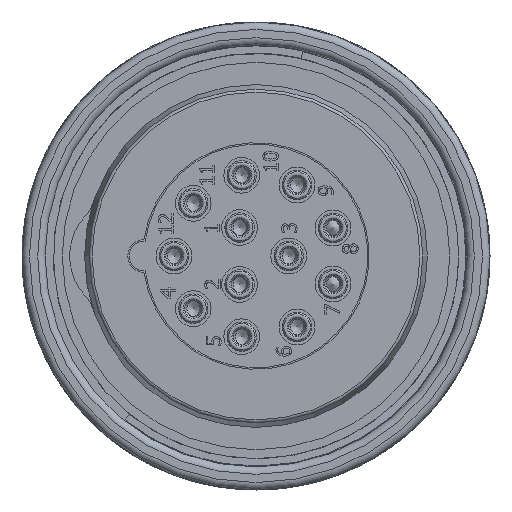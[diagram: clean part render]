
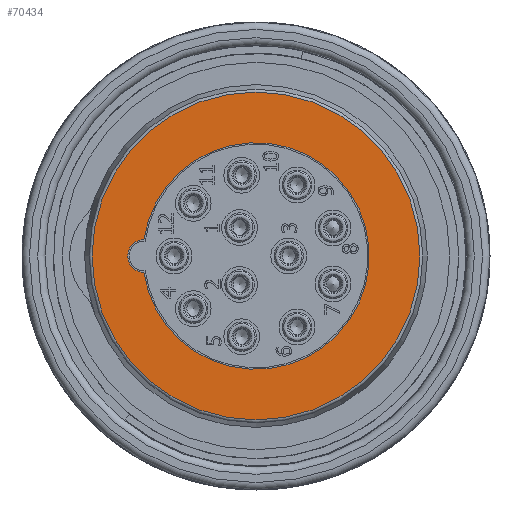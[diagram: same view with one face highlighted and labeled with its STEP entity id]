
A CAD part, left-side view. The second image highlights one B-rep face of the part: STEP entity #70434.
In plain terms, the highlighted planar face has unit normal (-1, 0, 0).
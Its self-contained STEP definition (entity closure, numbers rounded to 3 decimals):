
#3018=PLANE('',#74561);
#3406=CIRCLE('',#74556,7.6);
#3408=CIRCLE('',#74559,1.1);
#3410=CIRCLE('',#74562,10.998);
#3411=CIRCLE('',#74563,10.998);
#4726=FACE_OUTER_BOUND('',#9250,.T.);
#8797=FACE_BOUND('',#9251,.T.);
#9250=EDGE_LOOP('',(#43504,#43505));
#9251=EDGE_LOOP('',(#43506,#43507));
#25111=VERTEX_POINT('',#84878);
#25112=VERTEX_POINT('',#84879);
#25115=VERTEX_POINT('',#84890);
#25116=VERTEX_POINT('',#84891);
#32443=EDGE_CURVE('',#25111,#25112,#3406,.T.);
#32447=EDGE_CURVE('',#25112,#25111,#3408,.T.);
#32449=EDGE_CURVE('',#25115,#25116,#3410,.T.);
#32450=EDGE_CURVE('',#25116,#25115,#3411,.T.);
#43504=ORIENTED_EDGE('',*,*,#32449,.F.);
#43505=ORIENTED_EDGE('',*,*,#32450,.F.);
#43506=ORIENTED_EDGE('',*,*,#32443,.T.);
#43507=ORIENTED_EDGE('',*,*,#32447,.T.);
#70434=ADVANCED_FACE('',(#4726,#8797),#3018,.T.);
#74556=AXIS2_PLACEMENT_3D('',#84880,#77334,#77335);
#74559=AXIS2_PLACEMENT_3D('',#84887,#77342,#77343);
#74561=AXIS2_PLACEMENT_3D('',#84889,#77346,#77347);
#74562=AXIS2_PLACEMENT_3D('',#84892,#77348,#77349);
#74563=AXIS2_PLACEMENT_3D('',#84893,#77350,#77351);
#77334=DIRECTION('center_axis',(1.,0.,0.));
#77335=DIRECTION('ref_axis',(0.,-0.989,0.145));
#77342=DIRECTION('center_axis',(1.,0.,0.));
#77343=DIRECTION('ref_axis',(0.,-0.018,-1.));
#77346=DIRECTION('center_axis',(-1.,0.,0.));
#77347=DIRECTION('ref_axis',(0.,0.,1.));
#77348=DIRECTION('center_axis',(1.,0.,0.));
#77349=DIRECTION('ref_axis',(0.,-1.,0.));
#77350=DIRECTION('center_axis',(1.,0.,0.));
#77351=DIRECTION('ref_axis',(0.,-1.,0.));
#84878=CARTESIAN_POINT('',(0.,7.52,1.1));
#84879=CARTESIAN_POINT('',(0.,7.52,-1.1));
#84880=CARTESIAN_POINT('Origin',(0.,0.,0.));
#84887=CARTESIAN_POINT('Origin',(0.,7.5,0.));
#84889=CARTESIAN_POINT('Origin',(0.,11.5,0.));
#84890=CARTESIAN_POINT('',(0.,10.998,0.));
#84891=CARTESIAN_POINT('',(0.,0.,10.998));
#84892=CARTESIAN_POINT('Origin',(0.,0.,0.));
#84893=CARTESIAN_POINT('Origin',(0.,0.,0.));
